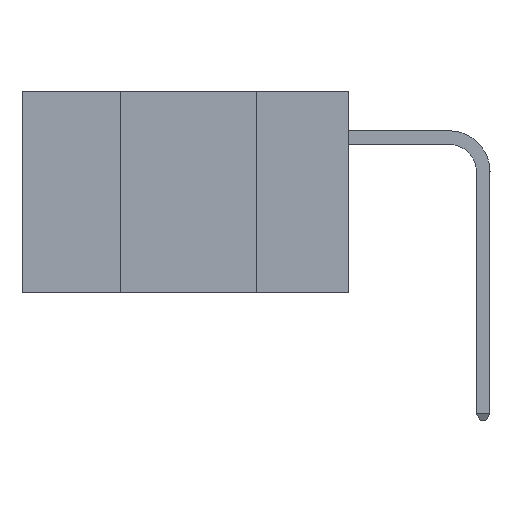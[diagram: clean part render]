
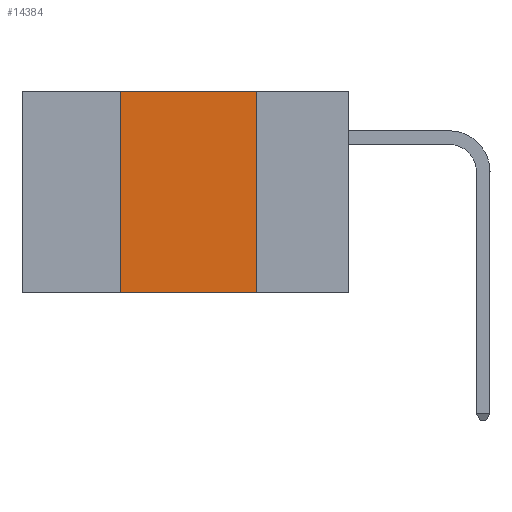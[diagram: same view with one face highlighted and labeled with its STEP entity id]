
A CAD part, left-side view. The second image highlights one B-rep face of the part: STEP entity #14384.
In plain terms, the highlighted planar face has unit normal (-1, 0, 0).
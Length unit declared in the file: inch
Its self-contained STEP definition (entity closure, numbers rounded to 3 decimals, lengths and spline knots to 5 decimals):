
#1041 = EDGE_LOOP ( 'NONE', ( #14883, #4165, #11563, #35719 ) ) ;
#1446 = VECTOR ( 'NONE', #33515, 39.37008 ) ;
#2725 = VECTOR ( 'NONE', #40980, 39.37008 ) ;
#2747 = CARTESIAN_POINT ( 'NONE',  ( 0., 0.6, 0. ) ) ;
#3070 = VERTEX_POINT ( 'NONE', #43185 ) ;
#4165 = ORIENTED_EDGE ( 'NONE', *, *, #7748, .F. ) ;
#4679 = DIRECTION ( 'NONE',  ( 0., 0., -1. ) ) ;
#5016 = LINE ( 'NONE', #19270, #22143 ) ;
#5173 = VERTEX_POINT ( 'NONE', #16314 ) ;
#7748 = EDGE_CURVE ( 'NONE', #14046, #5173, #28650, .T. ) ;
#8995 = CARTESIAN_POINT ( 'NONE',  ( 0., 0.42, 0. ) ) ;
#9587 = AXIS2_PLACEMENT_3D ( 'NONE', #42120, #14713, #4679 ) ;
#10327 = VECTOR ( 'NONE', #42426, 39.37008 ) ;
#11563 = ORIENTED_EDGE ( 'NONE', *, *, #14461, .F. ) ;
#12111 = DIRECTION ( 'NONE',  ( 0., 0., -1. ) ) ;
#14046 = VERTEX_POINT ( 'NONE', #41148 ) ;
#14384 = ADVANCED_FACE ( 'NONE', ( #17302 ), #35009, .F. ) ;
#14461 = EDGE_CURVE ( 'NONE', #3070, #14046, #24218, .T. ) ;
#14713 = DIRECTION ( 'NONE',  ( 1., 0., 0. ) ) ;
#14883 = ORIENTED_EDGE ( 'NONE', *, *, #31010, .F. ) ;
#16314 = CARTESIAN_POINT ( 'NONE',  ( 0., 0.17, 0. ) ) ;
#17098 = VERTEX_POINT ( 'NONE', #21793 ) ;
#17302 = FACE_OUTER_BOUND ( 'NONE', #1041, .T. ) ;
#19270 = CARTESIAN_POINT ( 'NONE',  ( 0., 0.17, 0. ) ) ;
#19443 = EDGE_CURVE ( 'NONE', #3070, #17098, #37426, .T. ) ;
#21793 = CARTESIAN_POINT ( 'NONE',  ( 0., 0.17, -0.37 ) ) ;
#22143 = VECTOR ( 'NONE', #12111, 39.37008 ) ;
#24218 = LINE ( 'NONE', #8995, #10327 ) ;
#28650 = LINE ( 'NONE', #2747, #1446 ) ;
#31010 = EDGE_CURVE ( 'NONE', #5173, #17098, #5016, .T. ) ;
#31160 = CARTESIAN_POINT ( 'NONE',  ( 0., 0.6, -0.37 ) ) ;
#33515 = DIRECTION ( 'NONE',  ( 0., -1., 0. ) ) ;
#35009 = PLANE ( 'NONE',  #9587 ) ;
#35719 = ORIENTED_EDGE ( 'NONE', *, *, #19443, .T. ) ;
#37426 = LINE ( 'NONE', #31160, #2725 ) ;
#40980 = DIRECTION ( 'NONE',  ( 0., -1., 0. ) ) ;
#41148 = CARTESIAN_POINT ( 'NONE',  ( 0., 0.42, 0. ) ) ;
#42120 = CARTESIAN_POINT ( 'NONE',  ( 0., 0.6, 0. ) ) ;
#42426 = DIRECTION ( 'NONE',  ( 0., 0., 1. ) ) ;
#43185 = CARTESIAN_POINT ( 'NONE',  ( 0., 0.42, -0.37 ) ) ;
